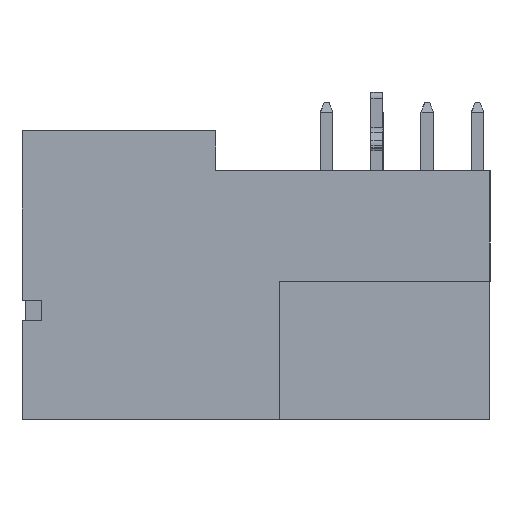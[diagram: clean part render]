
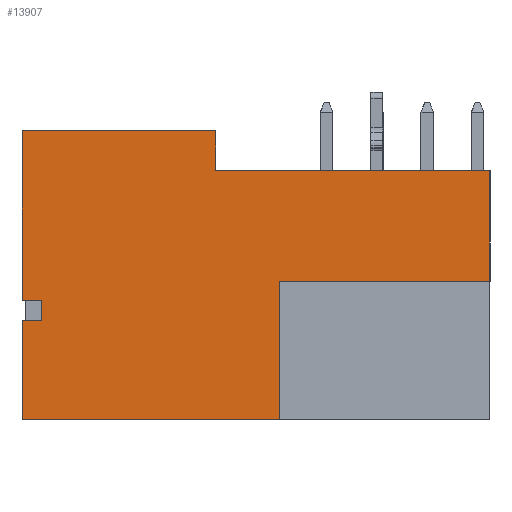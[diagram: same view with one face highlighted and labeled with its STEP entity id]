
A CAD part, left-side view. The second image highlights one B-rep face of the part: STEP entity #13907.
In plain terms, the highlighted planar face has unit normal (-1, 0, 0).
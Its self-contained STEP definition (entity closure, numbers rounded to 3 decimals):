
#10567=CARTESIAN_POINT('',(7.62,-4.745,-7.29));
#10568=VERTEX_POINT('',#10567);
#10575=CARTESIAN_POINT('',(7.62,8.255,-7.29));
#10576=VERTEX_POINT('',#10575);
#10577=CARTESIAN_POINT('',(7.62,-4.745,-7.29));
#10578=DIRECTION('',(0.,1.,0.));
#10579=VECTOR('',#10578,13.);
#10580=LINE('',#10577,#10579);
#10581=EDGE_CURVE('',#10568,#10576,#10580,.T.);
#10844=CARTESIAN_POINT('',(7.62,8.255,-1.275));
#10845=VERTEX_POINT('',#10844);
#10852=CARTESIAN_POINT('',(7.62,8.255,7.29));
#10853=VERTEX_POINT('',#10852);
#10854=CARTESIAN_POINT('',(7.62,8.255,-1.275));
#10855=DIRECTION('',(0.,0.,1.));
#10856=VECTOR('',#10855,8.565);
#10857=LINE('',#10854,#10856);
#10858=EDGE_CURVE('',#10845,#10853,#10857,.T.);
#10950=CARTESIAN_POINT('',(7.62,8.255,-2.275));
#10951=VERTEX_POINT('',#10950);
#10952=CARTESIAN_POINT('',(7.62,8.255,-7.29));
#10953=DIRECTION('',(0.,0.,1.));
#10954=VECTOR('',#10953,5.015);
#10955=LINE('',#10952,#10954);
#10956=EDGE_CURVE('',#10576,#10951,#10955,.T.);
#11174=CARTESIAN_POINT('',(7.62,-1.525,7.29));
#11175=VERTEX_POINT('',#11174);
#11182=CARTESIAN_POINT('',(7.62,-1.525,5.28));
#11183=VERTEX_POINT('',#11182);
#11184=CARTESIAN_POINT('',(7.62,-1.525,7.29));
#11185=DIRECTION('',(0.,0.,-1.));
#11186=VECTOR('',#11185,2.01);
#11187=LINE('',#11184,#11186);
#11188=EDGE_CURVE('',#11175,#11183,#11187,.T.);
#11211=CARTESIAN_POINT('',(7.62,8.255,7.29));
#11212=DIRECTION('',(0.,-1.,0.));
#11213=VECTOR('',#11212,9.78);
#11214=LINE('',#11211,#11213);
#11215=EDGE_CURVE('',#10853,#11175,#11214,.T.);
#11268=CARTESIAN_POINT('',(7.62,-4.745,-0.31));
#11269=VERTEX_POINT('',#11268);
#11276=CARTESIAN_POINT('',(7.62,-4.745,-0.31));
#11277=DIRECTION('',(0.,0.,-1.));
#11278=VECTOR('',#11277,6.98);
#11279=LINE('',#11276,#11278);
#11280=EDGE_CURVE('',#11269,#10568,#11279,.T.);
#12585=CARTESIAN_POINT('',(7.62,7.255,-2.275));
#12586=VERTEX_POINT('',#12585);
#12604=CARTESIAN_POINT('',(7.62,8.255,-2.275));
#12605=DIRECTION('',(0.,-1.,0.));
#12606=VECTOR('',#12605,1.);
#12607=LINE('',#12604,#12606);
#12608=EDGE_CURVE('',#10951,#12586,#12607,.T.);
#12629=CARTESIAN_POINT('',(7.62,7.255,-1.275));
#12630=VERTEX_POINT('',#12629);
#12637=CARTESIAN_POINT('',(7.62,7.255,-1.275));
#12638=DIRECTION('',(0.,1.,0.));
#12639=VECTOR('',#12638,1.);
#12640=LINE('',#12637,#12639);
#12641=EDGE_CURVE('',#12630,#10845,#12640,.T.);
#12654=CARTESIAN_POINT('',(7.62,7.255,-2.275));
#12655=DIRECTION('',(0.,0.,1.));
#12656=VECTOR('',#12655,1.);
#12657=LINE('',#12654,#12656);
#12658=EDGE_CURVE('',#12586,#12630,#12657,.T.);
#13869=CARTESIAN_POINT('',(7.62,8.255,-7.29));
#13870=DIRECTION('',(0.,-1.,0.));
#13871=DIRECTION('',(-1.,0.,0.));
#13872=AXIS2_PLACEMENT_3D('',#13869,#13871,#13870);
#13873=PLANE('',#13872);
#13874=ORIENTED_EDGE('',*,*,#11188,.F.);
#13875=ORIENTED_EDGE('',*,*,#11215,.F.);
#13876=ORIENTED_EDGE('',*,*,#10858,.F.);
#13877=ORIENTED_EDGE('',*,*,#12641,.F.);
#13878=ORIENTED_EDGE('',*,*,#12658,.F.);
#13879=ORIENTED_EDGE('',*,*,#12608,.F.);
#13880=ORIENTED_EDGE('',*,*,#10956,.F.);
#13881=ORIENTED_EDGE('',*,*,#10581,.F.);
#13882=ORIENTED_EDGE('',*,*,#11280,.F.);
#13883=CARTESIAN_POINT('',(7.62,-15.365,-0.31));
#13884=VERTEX_POINT('',#13883);
#13885=CARTESIAN_POINT('',(7.62,-4.745,-0.31));
#13886=DIRECTION('',(0.,-1.,0.));
#13887=VECTOR('',#13886,10.62);
#13888=LINE('',#13885,#13887);
#13889=EDGE_CURVE('',#11269,#13884,#13888,.T.);
#13890=ORIENTED_EDGE('',*,*,#13889,.T.);
#13891=CARTESIAN_POINT('',(7.62,-15.365,5.28));
#13892=VERTEX_POINT('',#13891);
#13893=CARTESIAN_POINT('',(7.62,-15.365,5.28));
#13894=DIRECTION('',(0.,0.,-1.));
#13895=VECTOR('',#13894,5.59);
#13896=LINE('',#13893,#13895);
#13897=EDGE_CURVE('',#13892,#13884,#13896,.T.);
#13898=ORIENTED_EDGE('',*,*,#13897,.F.);
#13899=CARTESIAN_POINT('',(7.62,-15.365,5.28));
#13900=DIRECTION('',(0.,1.,0.));
#13901=VECTOR('',#13900,13.84);
#13902=LINE('',#13899,#13901);
#13903=EDGE_CURVE('',#13892,#11183,#13902,.T.);
#13904=ORIENTED_EDGE('',*,*,#13903,.T.);
#13905=EDGE_LOOP('',(#13874,#13875,#13876,#13877,#13878,#13879,#13880,#13881,#13882,#13890,#13898,#13904));
#13906=FACE_OUTER_BOUND('',#13905,.T.);
#13907=ADVANCED_FACE('',(#13906),#13873,.T.);
